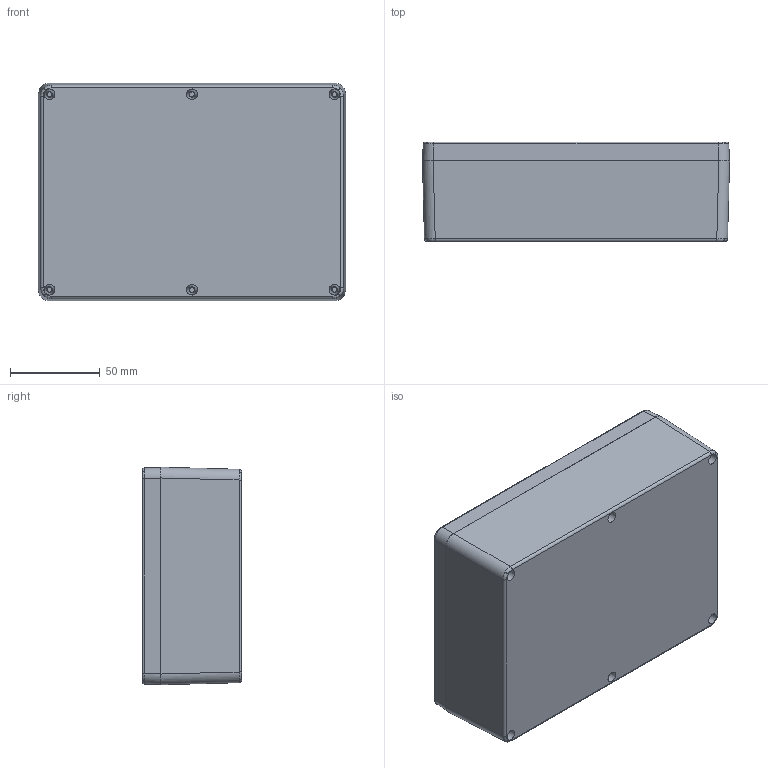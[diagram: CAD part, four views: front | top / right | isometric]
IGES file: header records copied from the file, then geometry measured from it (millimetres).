
Global section: file name: No Iges File Name specified; native system: Autodesk Inventor 2012; preprocessor: AutoDesk Inventor Iges Exporter R2012; author: lwalsh; date: 20110928.115021; units: millimetre
Bounding box: 171.4 x 55.4 x 121.4 mm (x, y, z)
Volume: 238243.1 mm3; surface area: 151076.9 mm2
Topology: 8 solids, 8 shells, 1137 faces, 2871 edges, 1801 vertices
Faces by surface type: plane 363, bspline 323, revolution 195, cylinder 94, torus 90, cone 72
Full cylindrical faces by diameter (mm): 4 x6, 7.5 x6
